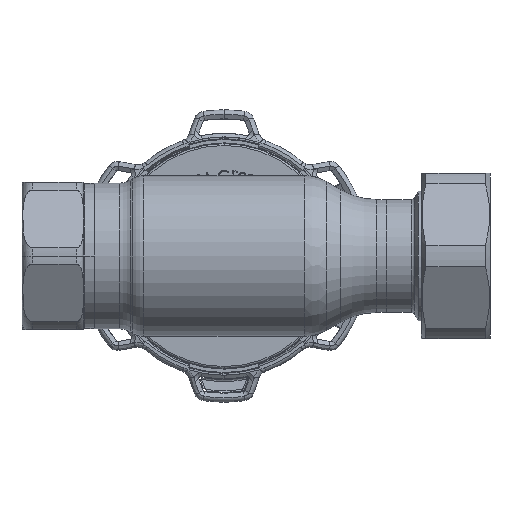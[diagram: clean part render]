
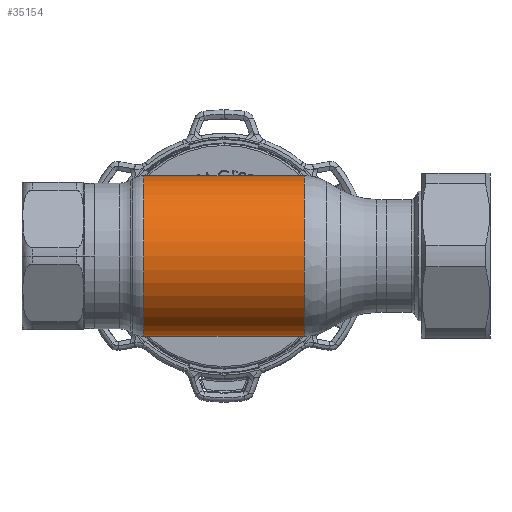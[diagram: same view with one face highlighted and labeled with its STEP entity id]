
A CAD part, front view. The second image highlights one B-rep face of the part: STEP entity #35154.
In plain terms, the highlighted cylindrical face has radius 22.25 mm (diameter 44.5 mm), a partial arc.
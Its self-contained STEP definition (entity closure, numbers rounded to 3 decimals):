
#599 = CARTESIAN_POINT ( 'NONE',  ( 22.285, 0., 22.25 ) ) ;
#1770 = CARTESIAN_POINT ( 'NONE',  ( 62.69, 0., 22.25 ) ) ;
#2891 = AXIS2_PLACEMENT_3D ( 'NONE', #31076, #7663, #16650 ) ;
#3803 = DIRECTION ( 'NONE',  ( 1., 0., 0. ) ) ;
#7663 = DIRECTION ( 'NONE',  ( 1., 0., 0. ) ) ;
#7862 = CIRCLE ( 'NONE', #2891, 22.25 ) ;
#9293 = VECTOR ( 'NONE', #13695, 1000. ) ;
#9545 = EDGE_LOOP ( 'NONE', ( #31233, #21338, #32556, #34402 ) ) ;
#12809 = CARTESIAN_POINT ( 'NONE',  ( 62.69, 0., -22.25 ) ) ;
#12962 = CARTESIAN_POINT ( 'NONE',  ( -22.285, 0., -22.25 ) ) ;
#13263 = VERTEX_POINT ( 'NONE', #599 ) ;
#13695 = DIRECTION ( 'NONE',  ( 1., 0., 0. ) ) ;
#14205 = EDGE_CURVE ( 'NONE', #22081, #34154, #36391, .T. ) ;
#16650 = DIRECTION ( 'NONE',  ( 0., 0., -1. ) ) ;
#17798 = DIRECTION ( 'NONE',  ( 0., 0., -1. ) ) ;
#18069 = CYLINDRICAL_SURFACE ( 'NONE', #23713, 22.25 ) ;
#18070 = AXIS2_PLACEMENT_3D ( 'NONE', #35571, #28914, #17798 ) ;
#19452 = EDGE_CURVE ( 'NONE', #35884, #22081, #7862, .T. ) ;
#20556 = CIRCLE ( 'NONE', #18070, 22.25 ) ;
#21338 = ORIENTED_EDGE ( 'NONE', *, *, #19452, .T. ) ;
#22081 = VERTEX_POINT ( 'NONE', #12962 ) ;
#23222 = EDGE_CURVE ( 'NONE', #13263, #34154, #20556, .T. ) ;
#23713 = AXIS2_PLACEMENT_3D ( 'NONE', #29953, #27232, #33299 ) ;
#27232 = DIRECTION ( 'NONE',  ( 1., 0., 0. ) ) ;
#27462 = EDGE_CURVE ( 'NONE', #35884, #13263, #28487, .T. ) ;
#27613 = FACE_OUTER_BOUND ( 'NONE', #9545, .T. ) ;
#28487 = LINE ( 'NONE', #1770, #9293 ) ;
#28914 = DIRECTION ( 'NONE',  ( 1., 0., 0. ) ) ;
#29953 = CARTESIAN_POINT ( 'NONE',  ( 62.69, 0., 0. ) ) ;
#30151 = CARTESIAN_POINT ( 'NONE',  ( -22.285, 0., 22.25 ) ) ;
#31076 = CARTESIAN_POINT ( 'NONE',  ( -22.285, 0., 0. ) ) ;
#31233 = ORIENTED_EDGE ( 'NONE', *, *, #27462, .F. ) ;
#32556 = ORIENTED_EDGE ( 'NONE', *, *, #14205, .T. ) ;
#33299 = DIRECTION ( 'NONE',  ( 0., 0., -1. ) ) ;
#34154 = VERTEX_POINT ( 'NONE', #37380 ) ;
#34402 = ORIENTED_EDGE ( 'NONE', *, *, #23222, .F. ) ;
#35154 = ADVANCED_FACE ( 'NONE', ( #27613 ), #18069, .T. ) ;
#35571 = CARTESIAN_POINT ( 'NONE',  ( 22.285, 0., 0. ) ) ;
#35884 = VERTEX_POINT ( 'NONE', #30151 ) ;
#36391 = LINE ( 'NONE', #12809, #36521 ) ;
#36521 = VECTOR ( 'NONE', #3803, 1000. ) ;
#37380 = CARTESIAN_POINT ( 'NONE',  ( 22.285, 0., -22.25 ) ) ;
